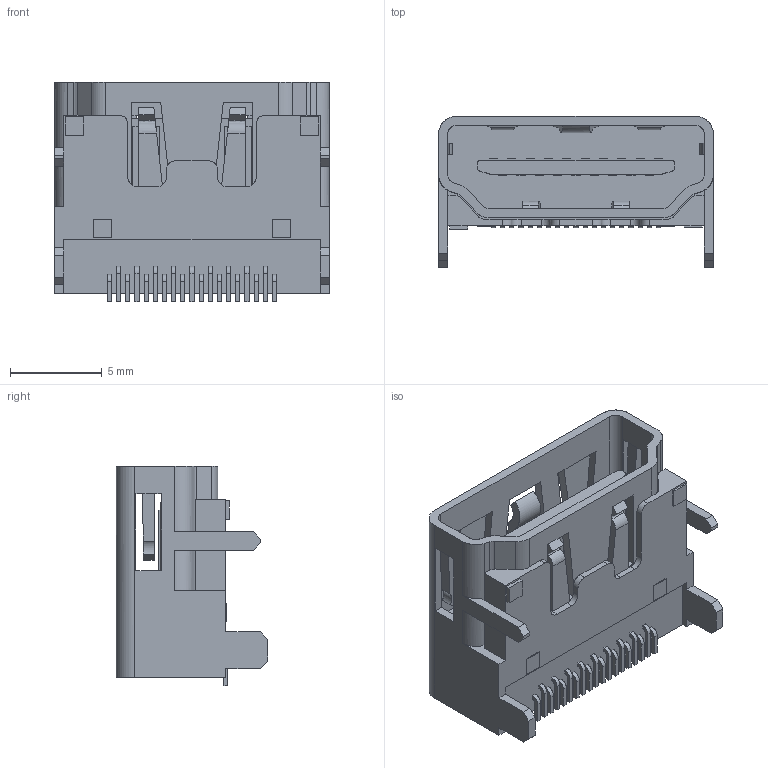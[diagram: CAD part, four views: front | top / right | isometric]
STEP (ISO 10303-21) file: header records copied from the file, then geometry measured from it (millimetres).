
FILE_DESCRIPTION(('FreeCAD Model'),'2;1');
FILE_NAME('HDMI_A_19P.step','2021-04-18T21:16:16',( 'Author'),(''),'Open CASCADE STEP processor 7.3','FreeCAD','Unknown' );
FILE_SCHEMA(('AUTOMOTIVE_DESIGN { 1 0 10303 214 1 1 1 1 }'));
Length unit declared in the file: millimetre
Products named in the file (1): HDMI_ipt
Bounding box: 15 x 8.28 x 12 mm (x, y, z)
Surface area: 1184.4 mm2 (no closed solid volume)
Topology: 0 solids, 502 shells, 502 faces, 2886 edges, 2886 vertices
Faces by surface type: bspline 502
Entity records: 33420 total; most frequent: CARTESIAN_POINT 10363, ORIENTED_EDGE 2886, EDGE_CURVE 2886, VERTEX_POINT 2886, DIRECTION 2182, LINE 2180, VECTOR 2180, FACE_BOUND 543
